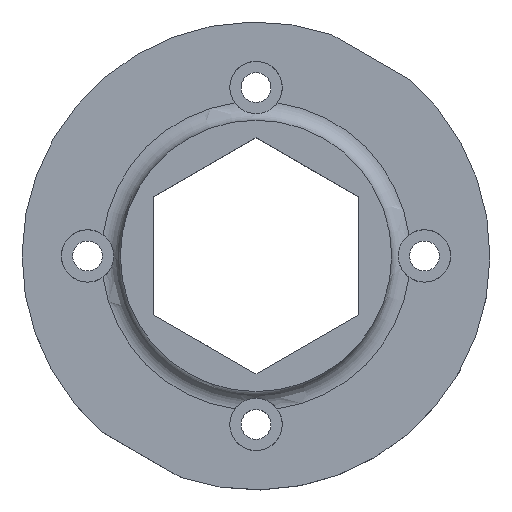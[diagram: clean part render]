
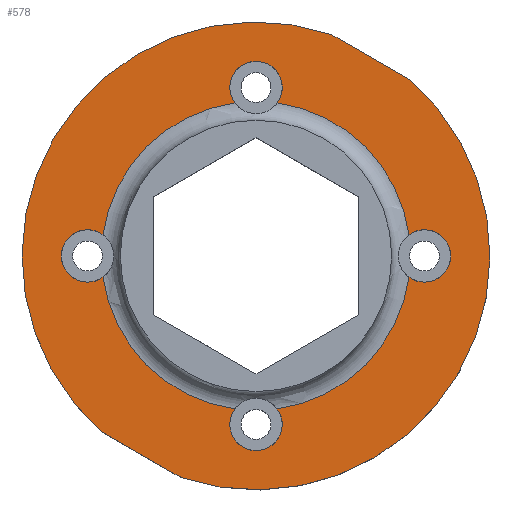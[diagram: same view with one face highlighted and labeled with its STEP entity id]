
A CAD part, top view. The second image highlights one B-rep face of the part: STEP entity #578.
In plain terms, the highlighted planar face has unit normal (0, 0, 1).
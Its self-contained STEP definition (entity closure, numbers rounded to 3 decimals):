
#29=LINE('',#888,#67);
#52=LINE('',#953,#90);
#67=VECTOR('',#712,10.);
#90=VECTOR('',#775,10.);
#126=FACE_BOUND('',#194,.T.);
#150=FACE_OUTER_BOUND('',#193,.T.);
#193=EDGE_LOOP('',(#473,#474,#475,#476));
#194=EDGE_LOOP('',(#477,#478,#479,#480,#481,#482,#483,#484,#485,#486,#487));
#225=CIRCLE('',#634,25.);
#226=CIRCLE('',#636,25.);
#231=CIRCLE('',#651,16.5);
#232=CIRCLE('',#652,16.5);
#233=CIRCLE('',#653,16.5);
#234=CIRCLE('',#654,16.5);
#235=CIRCLE('',#656,2.8);
#236=CIRCLE('',#657,2.8);
#237=CIRCLE('',#658,2.8);
#238=CIRCLE('',#659,2.8);
#239=CIRCLE('',#660,2.8);
#240=CIRCLE('',#661,2.8);
#241=CIRCLE('',#662,2.8);
#258=VERTEX_POINT('',#885);
#259=VERTEX_POINT('',#887);
#272=VERTEX_POINT('',#917);
#273=VERTEX_POINT('',#921);
#284=VERTEX_POINT('',#963);
#285=VERTEX_POINT('',#978);
#286=VERTEX_POINT('',#980);
#287=VERTEX_POINT('',#1007);
#288=VERTEX_POINT('',#1009);
#289=VERTEX_POINT('',#1036);
#290=VERTEX_POINT('',#1038);
#291=VERTEX_POINT('',#1065);
#292=VERTEX_POINT('',#1082);
#293=VERTEX_POINT('',#1086);
#294=VERTEX_POINT('',#1089);
#313=EDGE_CURVE('',#259,#258,#29,.T.);
#328=EDGE_CURVE('',#272,#259,#225,.T.);
#331=EDGE_CURVE('',#258,#273,#226,.T.);
#346=EDGE_CURVE('',#273,#272,#52,.T.);
#352=EDGE_CURVE('',#284,#285,#231,.T.);
#354=EDGE_CURVE('',#286,#287,#232,.T.);
#356=EDGE_CURVE('',#288,#289,#233,.T.);
#358=EDGE_CURVE('',#290,#291,#234,.T.);
#360=EDGE_CURVE('',#286,#292,#235,.T.);
#361=EDGE_CURVE('',#292,#285,#236,.T.);
#362=EDGE_CURVE('',#284,#291,#237,.T.);
#363=EDGE_CURVE('',#290,#293,#238,.T.);
#364=EDGE_CURVE('',#293,#289,#239,.T.);
#365=EDGE_CURVE('',#288,#294,#240,.T.);
#366=EDGE_CURVE('',#294,#287,#241,.T.);
#473=ORIENTED_EDGE('',*,*,#313,.T.);
#474=ORIENTED_EDGE('',*,*,#331,.T.);
#475=ORIENTED_EDGE('',*,*,#346,.T.);
#476=ORIENTED_EDGE('',*,*,#328,.T.);
#477=ORIENTED_EDGE('',*,*,#354,.F.);
#478=ORIENTED_EDGE('',*,*,#360,.T.);
#479=ORIENTED_EDGE('',*,*,#361,.T.);
#480=ORIENTED_EDGE('',*,*,#352,.F.);
#481=ORIENTED_EDGE('',*,*,#362,.T.);
#482=ORIENTED_EDGE('',*,*,#358,.F.);
#483=ORIENTED_EDGE('',*,*,#363,.T.);
#484=ORIENTED_EDGE('',*,*,#364,.T.);
#485=ORIENTED_EDGE('',*,*,#356,.F.);
#486=ORIENTED_EDGE('',*,*,#365,.T.);
#487=ORIENTED_EDGE('',*,*,#366,.T.);
#554=PLANE('',#655);
#578=ADVANCED_FACE('',(#150,#126),#554,.T.);
#634=AXIS2_PLACEMENT_3D('',#918,#737,#738);
#636=AXIS2_PLACEMENT_3D('',#923,#743,#744);
#651=AXIS2_PLACEMENT_3D('',#979,#788,#789);
#652=AXIS2_PLACEMENT_3D('',#1008,#790,#791);
#653=AXIS2_PLACEMENT_3D('',#1037,#792,#793);
#654=AXIS2_PLACEMENT_3D('',#1066,#794,#795);
#655=AXIS2_PLACEMENT_3D('',#1081,#796,#797);
#656=AXIS2_PLACEMENT_3D('',#1083,#798,#799);
#657=AXIS2_PLACEMENT_3D('',#1084,#800,#801);
#658=AXIS2_PLACEMENT_3D('',#1085,#802,#803);
#659=AXIS2_PLACEMENT_3D('',#1087,#804,#805);
#660=AXIS2_PLACEMENT_3D('',#1088,#806,#807);
#661=AXIS2_PLACEMENT_3D('',#1090,#808,#809);
#662=AXIS2_PLACEMENT_3D('',#1091,#810,#811);
#712=DIRECTION('',(0.866,-0.5,0.));
#737=DIRECTION('center_axis',(0.,0.,
1.));
#738=DIRECTION('ref_axis',(1.,0.,0.));
#743=DIRECTION('center_axis',(0.,0.,
1.));
#744=DIRECTION('ref_axis',(1.,0.,0.));
#775=DIRECTION('',(-0.866,0.5,0.));
#788=DIRECTION('center_axis',(0.,0.,
1.));
#789=DIRECTION('ref_axis',(-1.,0.,0.));
#790=DIRECTION('center_axis',(0.,0.,
1.));
#791=DIRECTION('ref_axis',(-1.,0.,0.));
#792=DIRECTION('center_axis',(0.,0.,
1.));
#793=DIRECTION('ref_axis',(-1.,0.,0.));
#794=DIRECTION('center_axis',(0.,0.,
1.));
#795=DIRECTION('ref_axis',(-1.,0.,0.));
#796=DIRECTION('center_axis',(0.,0.,
1.));
#797=DIRECTION('ref_axis',(1.,0.,0.));
#798=DIRECTION('center_axis',(0.,0.,
-1.));
#799=DIRECTION('ref_axis',(1.,0.,0.));
#800=DIRECTION('center_axis',(0.,0.,
-1.));
#801=DIRECTION('ref_axis',(1.,0.,0.));
#802=DIRECTION('center_axis',(0.,0.,
-1.));
#803=DIRECTION('ref_axis',(1.,0.,0.));
#804=DIRECTION('center_axis',(0.,0.,
-1.));
#805=DIRECTION('ref_axis',(1.,0.,0.));
#806=DIRECTION('center_axis',(0.,0.,
-1.));
#807=DIRECTION('ref_axis',(1.,0.,0.));
#808=DIRECTION('center_axis',(0.,0.,
-1.));
#809=DIRECTION('ref_axis',(1.,0.,0.));
#810=DIRECTION('center_axis',(0.,0.,
-1.));
#811=DIRECTION('ref_axis',(1.,0.,0.));
#885=CARTESIAN_POINT('',(116.99,-23.682,8.));
#887=CARTESIAN_POINT('',(108.495,-18.778,8.));
#888=CARTESIAN_POINT('',(114.866,-22.456,8.));
#917=CARTESIAN_POINT('',(133.01,23.682,8.));
#918=CARTESIAN_POINT('Origin',(125.,0.,8.));
#921=CARTESIAN_POINT('',(141.505,18.778,8.));
#923=CARTESIAN_POINT('Origin',(125.,0.,8.));
#953=CARTESIAN_POINT('',(139.381,20.004,8.));
#963=CARTESIAN_POINT('',(141.345,2.258,8.));
#978=CARTESIAN_POINT('',(127.258,16.345,8.));
#979=CARTESIAN_POINT('Origin',(125.,0.,8.));
#980=CARTESIAN_POINT('',(122.742,16.345,8.));
#1007=CARTESIAN_POINT('',(108.655,2.258,8.));
#1008=CARTESIAN_POINT('Origin',(125.,0.,8.));
#1009=CARTESIAN_POINT('',(108.655,-2.258,8.));
#1036=CARTESIAN_POINT('',(122.742,-16.345,8.));
#1037=CARTESIAN_POINT('Origin',(125.,0.,8.));
#1038=CARTESIAN_POINT('',(127.258,-16.345,8.));
#1065=CARTESIAN_POINT('',(141.345,-2.258,8.));
#1066=CARTESIAN_POINT('Origin',(125.,0.,8.));
#1081=CARTESIAN_POINT('Origin',(125.,0.,8.));
#1082=CARTESIAN_POINT('',(122.2,18.,8.));
#1083=CARTESIAN_POINT('Origin',(125.,18.,8.));
#1084=CARTESIAN_POINT('Origin',(125.,18.,8.));
#1085=CARTESIAN_POINT('Origin',(143.,0.,8.));
#1086=CARTESIAN_POINT('',(122.2,-18.,8.));
#1087=CARTESIAN_POINT('Origin',(125.,-18.,8.));
#1088=CARTESIAN_POINT('Origin',(125.,-18.,8.));
#1089=CARTESIAN_POINT('',(104.2,0.,8.));
#1090=CARTESIAN_POINT('Origin',(107.,0.,8.));
#1091=CARTESIAN_POINT('Origin',(107.,0.,8.));
